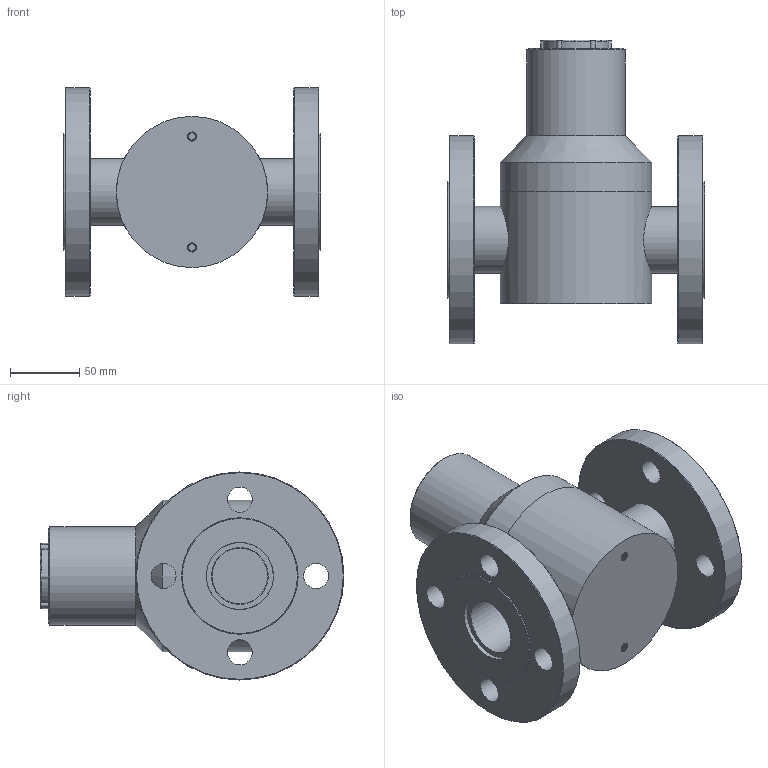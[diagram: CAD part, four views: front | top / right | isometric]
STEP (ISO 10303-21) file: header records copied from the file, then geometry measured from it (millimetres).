
FILE_DESCRIPTION (( 'STEP AP214' ), '1' );
FILE_NAME ('1 1-2-1104-3X-PN16.STEP', '2019-05-24T11:59:02', ( '' ), ( '' ), 'SwSTEP 2.0', 'SolidWorks 2019', '' );
FILE_SCHEMA (( 'AUTOMOTIVE_DESIGN' ));
Length unit declared in the file: millimetre
Products named in the file (13): 1 1-2 flange styb PS-14-1020; 50mm Dust Cap; PVC Bonnet all size_50mm PVC-304; 1 1-2-1104-3X-PN16; 1 1-2 PN16; 316 MC body 1 1-2 Flanged; PVC Bonnet all size
Assembly tree (7 placements, depth 2):
  50mm Dust Cap
  1 1-2 flange styb PS-14-1020
  1 1-2-1104-3X-PN16
    316 MC body 1 1-2 Flanged
    1 1-2 flange styb PS-14-1020  x2
    PVC Bonnet all size_50mm PVC-304
    50mm Dust Cap
    1 1-2 PN16  x2
  1 1-2 PN16
  1 1-2 PN16
Bounding box: 186 x 219 x 150 mm (x, y, z)
Volume: 1852949 mm3; surface area: 241078.7 mm2
Topology: 7 solids, 7 shells, 146 faces, 341 edges, 221 vertices
Faces by surface type: cylinder 73, plane 35, bspline 15, torus 12, cone 11
Full cylindrical faces by diameter (mm): 5.2 x28, 18 x8, 35.5 x1, 38 x1, 40 x2, 40.894 x2, 48.26 x2, 48.5 x4, 66.355 x1, 71 x1, 84 x2, 109 x2, 150 x2
Entity records: 10655 total; most frequent: CARTESIAN_POINT 8292, DIRECTION 407, ORIENTED_EDGE 382, EDGE_CURVE 191, AXIS2_PLACEMENT_3D 185, EDGE_LOOP 153, VERTEX_POINT 142, FACE_OUTER_BOUND 121
